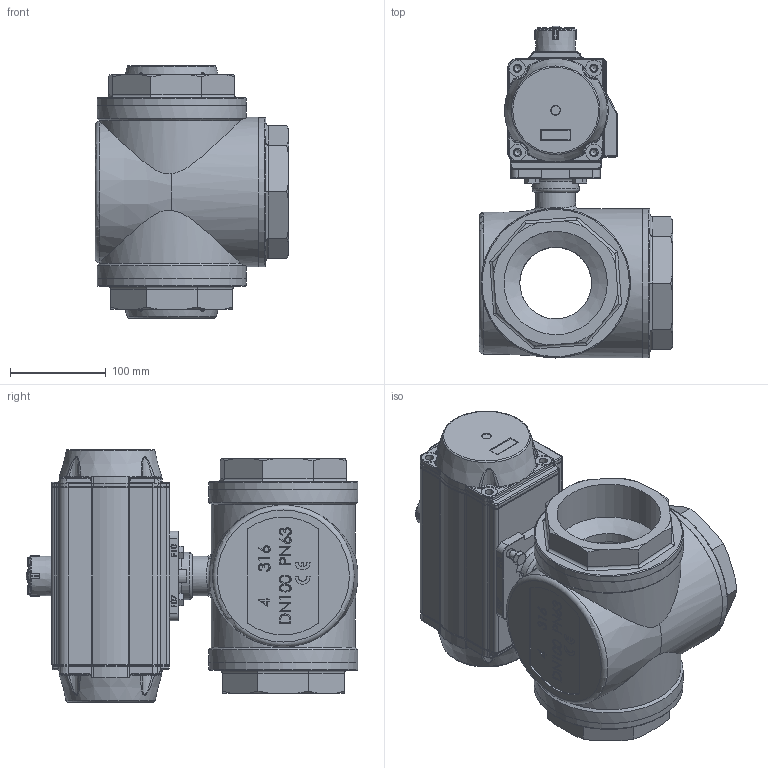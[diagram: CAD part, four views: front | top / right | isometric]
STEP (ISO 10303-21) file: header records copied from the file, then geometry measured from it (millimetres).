
FILE_DESCRIPTION(/* description */ ('Unknown'),/* implementation_level */ '2;1');
FILE_NAME(/* name */ 'PD06 9338_9339-12',/* time_stamp */ '2025-03-26T09:27:30+01:00',/* author */ ('Unknown'),/* organization */ ('Unknown'),/* preprocessor_version */ 'ST-DEVELOPER v19.4',/* originating_system */ 'Solid Edge',/* authorisation */ 'Unknown');
FILE_SCHEMA (('AUTOMOTIVE_DESIGN {1 0 10303 214 3 1 1}'));
Length unit declared in the file: millimetre
Products named in the file (19): PD06 9338_9339-12; 9339-12; G(J)-DN100; M-DN100; T(J)-DN100; FG-DN100; LM-DN100; FS-DN100; DIN 933 M8x22 A2-70 BLK_EDST; PD06_PE05; VTE95____; ____; zhou95; vt95_________________MIR; vt95-2016-06-25; Optische Anzeige; ______; ________(___________; cup head nib bolts with large head gb_GB_FASTENER_BOLT_CHNBW M6X25-N
Assembly tree (29 placements, depth 4):
  PD06 9338_9339-12
    9339-12
      G(J)-DN100  x3
      M-DN100  x3
      T(J)-DN100
      FG-DN100
      LM-DN100
      FS-DN100
    DIN 933 M8x22 A2-70 BLK_EDST  x4
    PD06_PE05
      VTE95____
      ____  x2
      zhou95
      vt95_________________MIR
      vt95-2016-06-25
      Optische Anzeige
        ______
        ________(___________  x4
        cup head nib bolts with large head gb_GB_FASTENER_BOLT_CHNBW M6X25-N
Bounding box: 202.5 x 346.81 x 264 mm (x, y, z)
Volume: 3839892.9 mm3; surface area: 881188.3 mm2
Topology: 26 solids, 26 shells, 3401 faces, 8368 edges, 5153 vertices
Faces by surface type: plane 1051, cylinder 847, bspline 691, torus 485, cone 282, sphere 45
Full cylindrical faces by diameter (mm): 3 x16, 3.3 x8, 4.134 x8, 4.66 x1, 4.917 x5, 5.5 x1, 6 x1, 6.2 x1, 6.647 x12, 8 x4, 8.376 x2, 11.445 x2, 12 x2, 13 x4, 15 x2, 16.2 x1, 16.4 x1, 17 x4, 18.3 x1, 18.7 x1, 20 x5, 20.8 x1, 22 x4, 22.1 x1, 24.5 x14, 27 x1, 28 x2, 29 x1, 30.4 x1, 31.5 x1
Entity records: 109458 total; most frequent: CARTESIAN_POINT 53978, ORIENTED_EDGE 12076, DIRECTION 9933, EDGE_CURVE 6038, VERTEX_POINT 3920, AXIS2_PLACEMENT_3D 3844, FACE_BOUND 3078, EDGE_LOOP 3070
